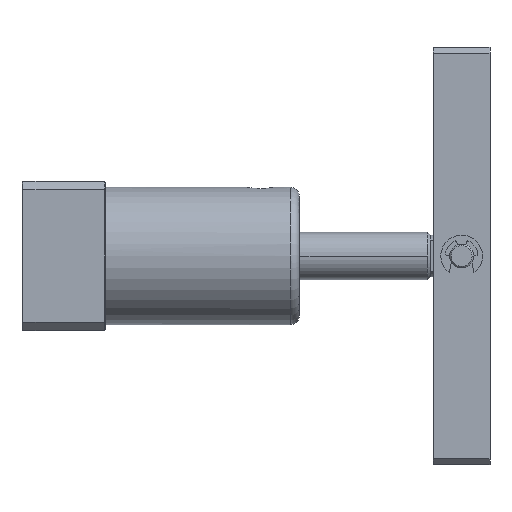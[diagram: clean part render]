
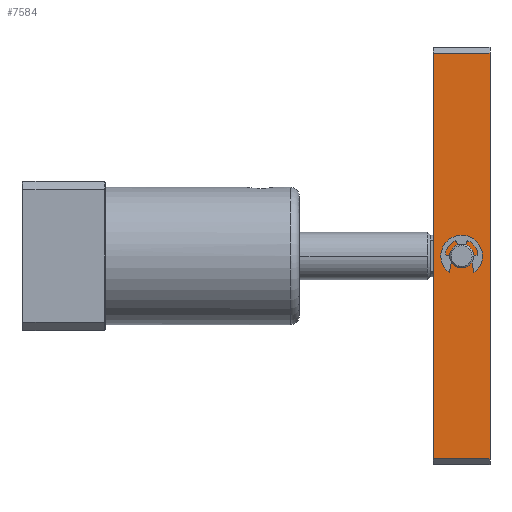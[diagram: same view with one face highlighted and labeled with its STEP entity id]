
A CAD part, front view. The second image highlights one B-rep face of the part: STEP entity #7584.
In plain terms, the highlighted face is planar.
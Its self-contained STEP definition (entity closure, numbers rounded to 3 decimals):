
#798 = CARTESIAN_POINT ( 'NONE',  ( 5.5, 0., 9.5 ) ) ;
#1241 = EDGE_LOOP ( 'NONE', ( #10008, #12702 ) ) ;
#1346 = VERTEX_POINT ( 'NONE', #798 ) ;
#1615 = CIRCLE ( 'NONE', #12069, 4. ) ;
#2265 = CARTESIAN_POINT ( 'NONE',  ( 19., -68., 9.5 ) ) ;
#2500 = VECTOR ( 'NONE', #6924, 1000. ) ;
#2518 = VERTEX_POINT ( 'NONE', #14096 ) ;
#2803 = CARTESIAN_POINT ( 'NONE',  ( 0., 70., 9.5 ) ) ;
#3111 = CARTESIAN_POINT ( 'NONE',  ( 0., 68., 9.5 ) ) ;
#3710 = FACE_BOUND ( 'NONE', #1241, .T. ) ;
#4300 = DIRECTION ( 'NONE',  ( 0., 0., -1. ) ) ;
#4360 = EDGE_CURVE ( 'NONE', #2518, #1346, #1615, .T. ) ;
#4970 = VERTEX_POINT ( 'NONE', #11557 ) ;
#5034 = LINE ( 'NONE', #7509, #7907 ) ;
#5269 = EDGE_LOOP ( 'NONE', ( #10219, #8958, #7554, #7747 ) ) ;
#5603 = CARTESIAN_POINT ( 'NONE',  ( 19., 70., 9.5 ) ) ;
#5881 = CARTESIAN_POINT ( 'NONE',  ( 0., -68., 9.5 ) ) ;
#6017 = EDGE_CURVE ( 'NONE', #4970, #13291, #11536, .T. ) ;
#6084 = DIRECTION ( 'NONE',  ( 1., 0., 0. ) ) ;
#6176 = EDGE_CURVE ( 'NONE', #9089, #4970, #10845, .T. ) ;
#6318 = CARTESIAN_POINT ( 'NONE',  ( 9.5, 0., 9.5 ) ) ;
#6601 = FACE_OUTER_BOUND ( 'NONE', #5269, .T. ) ;
#6924 = DIRECTION ( 'NONE',  ( 0., 1., 0. ) ) ;
#6974 = DIRECTION ( 'NONE',  ( 1., 0., 0. ) ) ;
#7408 = DIRECTION ( 'NONE',  ( 1., 0., 0. ) ) ;
#7432 = DIRECTION ( 'NONE',  ( -1., 0., 0. ) ) ;
#7509 = CARTESIAN_POINT ( 'NONE',  ( 0., 70., 9.5 ) ) ;
#7554 = ORIENTED_EDGE ( 'NONE', *, *, #13179, .T. ) ;
#7584 = ADVANCED_FACE ( 'NONE', ( #6601, #3710 ), #11519, .T. ) ;
#7722 = CARTESIAN_POINT ( 'NONE',  ( 0., -68., 9.5 ) ) ;
#7725 = CARTESIAN_POINT ( 'NONE',  ( 0., 68., 9.5 ) ) ;
#7747 = ORIENTED_EDGE ( 'NONE', *, *, #12864, .T. ) ;
#7907 = VECTOR ( 'NONE', #14045, 1000. ) ;
#8471 = EDGE_CURVE ( 'NONE', #1346, #2518, #11883, .T. ) ;
#8628 = VECTOR ( 'NONE', #7432, 1000. ) ;
#8935 = VECTOR ( 'NONE', #6974, 1000. ) ;
#8958 = ORIENTED_EDGE ( 'NONE', *, *, #6017, .T. ) ;
#9089 = VERTEX_POINT ( 'NONE', #2265 ) ;
#10008 = ORIENTED_EDGE ( 'NONE', *, *, #4360, .T. ) ;
#10219 = ORIENTED_EDGE ( 'NONE', *, *, #6176, .T. ) ;
#10830 = CARTESIAN_POINT ( 'NONE',  ( 9.5, 0., 9.5 ) ) ;
#10845 = LINE ( 'NONE', #5603, #2500 ) ;
#11519 = PLANE ( 'NONE',  #12313 ) ;
#11536 = LINE ( 'NONE', #3111, #8628 ) ;
#11557 = CARTESIAN_POINT ( 'NONE',  ( 19., 68., 9.5 ) ) ;
#11883 = CIRCLE ( 'NONE', #12812, 4. ) ;
#11913 = DIRECTION ( 'NONE',  ( 1., 0., 0. ) ) ;
#12069 = AXIS2_PLACEMENT_3D ( 'NONE', #10830, #4300, #11913 ) ;
#12166 = LINE ( 'NONE', #5881, #8935 ) ;
#12221 = VERTEX_POINT ( 'NONE', #7722 ) ;
#12313 = AXIS2_PLACEMENT_3D ( 'NONE', #2803, #12617, #6084 ) ;
#12617 = DIRECTION ( 'NONE',  ( 0., 0., 1. ) ) ;
#12702 = ORIENTED_EDGE ( 'NONE', *, *, #8471, .T. ) ;
#12812 = AXIS2_PLACEMENT_3D ( 'NONE', #6318, #13952, #7408 ) ;
#12864 = EDGE_CURVE ( 'NONE', #12221, #9089, #12166, .T. ) ;
#13179 = EDGE_CURVE ( 'NONE', #13291, #12221, #5034, .T. ) ;
#13291 = VERTEX_POINT ( 'NONE', #7725 ) ;
#13952 = DIRECTION ( 'NONE',  ( 0., 0., -1. ) ) ;
#14045 = DIRECTION ( 'NONE',  ( 0., -1., 0. ) ) ;
#14096 = CARTESIAN_POINT ( 'NONE',  ( 13.5, 0., 9.5 ) ) ;
